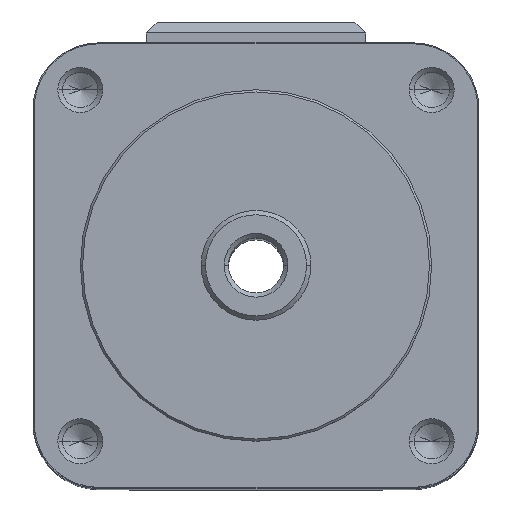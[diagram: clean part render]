
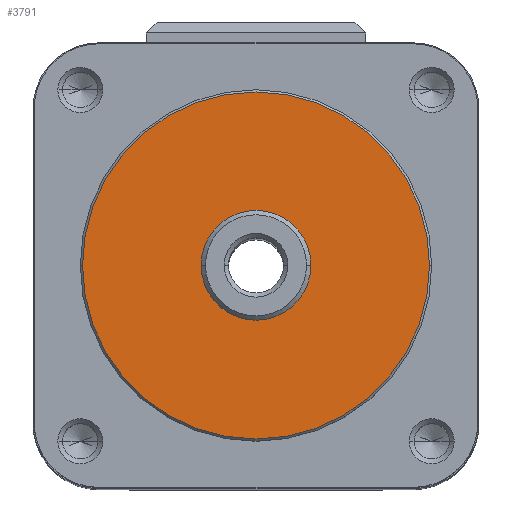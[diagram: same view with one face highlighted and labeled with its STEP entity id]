
A CAD part, top view. The second image highlights one B-rep face of the part: STEP entity #3791.
In plain terms, the highlighted planar face has unit normal (0, 0, 1).
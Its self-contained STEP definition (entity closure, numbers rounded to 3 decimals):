
#73 = DIRECTION ( 'NONE',  ( 0., 0., 1. ) ) ;
#168 = VERTEX_POINT ( 'NONE', #2915 ) ;
#220 = CIRCLE ( 'NONE', #1982, 1.25 ) ;
#240 = DIRECTION ( 'NONE',  ( 0., 0., 1. ) ) ;
#298 = CIRCLE ( 'NONE', #3682, 7.9 ) ;
#483 = CARTESIAN_POINT ( 'NONE',  ( 0., 0., 20.6 ) ) ;
#510 = DIRECTION ( 'NONE',  ( 1., 0., 0. ) ) ;
#606 = ORIENTED_EDGE ( 'NONE', *, *, #1687, .T. ) ;
#755 = CIRCLE ( 'NONE', #3805, 1.25 ) ;
#806 = VERTEX_POINT ( 'NONE', #4164 ) ;
#808 = FACE_OUTER_BOUND ( 'NONE', #873, .T. ) ;
#873 = EDGE_LOOP ( 'NONE', ( #1448, #606 ) ) ;
#883 = CARTESIAN_POINT ( 'NONE',  ( 7.9, 0., 20.6 ) ) ;
#1047 = DIRECTION ( 'NONE',  ( 1., 0., 0. ) ) ;
#1189 = CIRCLE ( 'NONE', #2383, 7.9 ) ;
#1421 = DIRECTION ( 'NONE',  ( 0., 0., 1. ) ) ;
#1428 = DIRECTION ( 'NONE',  ( 1., 0., 0. ) ) ;
#1448 = ORIENTED_EDGE ( 'NONE', *, *, #3872, .T. ) ;
#1582 = CARTESIAN_POINT ( 'NONE',  ( 0., 0., 20.6 ) ) ;
#1626 = CARTESIAN_POINT ( 'NONE',  ( 0., 0., 20.6 ) ) ;
#1687 = EDGE_CURVE ( 'NONE', #2692, #806, #298, .T. ) ;
#1822 = AXIS2_PLACEMENT_3D ( 'NONE', #483, #2230, #510 ) ;
#1982 = AXIS2_PLACEMENT_3D ( 'NONE', #1582, #240, #2541 ) ;
#1984 = DIRECTION ( 'NONE',  ( 1., 0., 0. ) ) ;
#2080 = CARTESIAN_POINT ( 'NONE',  ( 0., 0., 20.6 ) ) ;
#2089 = CARTESIAN_POINT ( 'NONE',  ( 0., 0., 20.6 ) ) ;
#2230 = DIRECTION ( 'NONE',  ( 0., 0., 1. ) ) ;
#2232 = EDGE_CURVE ( 'NONE', #2235, #168, #220, .T. ) ;
#2235 = VERTEX_POINT ( 'NONE', #2889 ) ;
#2270 = DIRECTION ( 'NONE',  ( 0., 0., 1. ) ) ;
#2383 = AXIS2_PLACEMENT_3D ( 'NONE', #1626, #2270, #1984 ) ;
#2541 = DIRECTION ( 'NONE',  ( 1., 0., 0. ) ) ;
#2692 = VERTEX_POINT ( 'NONE', #883 ) ;
#2889 = CARTESIAN_POINT ( 'NONE',  ( -1.25, 0., 20.6 ) ) ;
#2915 = CARTESIAN_POINT ( 'NONE',  ( 1.25, 0., 20.6 ) ) ;
#3103 = ORIENTED_EDGE ( 'NONE', *, *, #4371, .F. ) ;
#3166 = EDGE_LOOP ( 'NONE', ( #3103, #3173 ) ) ;
#3173 = ORIENTED_EDGE ( 'NONE', *, *, #2232, .F. ) ;
#3682 = AXIS2_PLACEMENT_3D ( 'NONE', #2089, #73, #1428 ) ;
#3791 = ADVANCED_FACE ( 'NONE', ( #4172, #808 ), #3867, .T. ) ;
#3805 = AXIS2_PLACEMENT_3D ( 'NONE', #2080, #1421, #1047 ) ;
#3867 = PLANE ( 'NONE',  #1822 ) ;
#3872 = EDGE_CURVE ( 'NONE', #806, #2692, #1189, .T. ) ;
#4164 = CARTESIAN_POINT ( 'NONE',  ( -7.9, 0., 20.6 ) ) ;
#4172 = FACE_BOUND ( 'NONE', #3166, .T. ) ;
#4371 = EDGE_CURVE ( 'NONE', #168, #2235, #755, .T. ) ;
